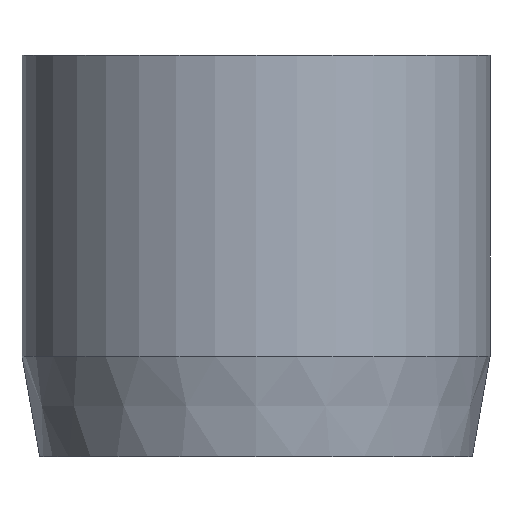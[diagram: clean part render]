
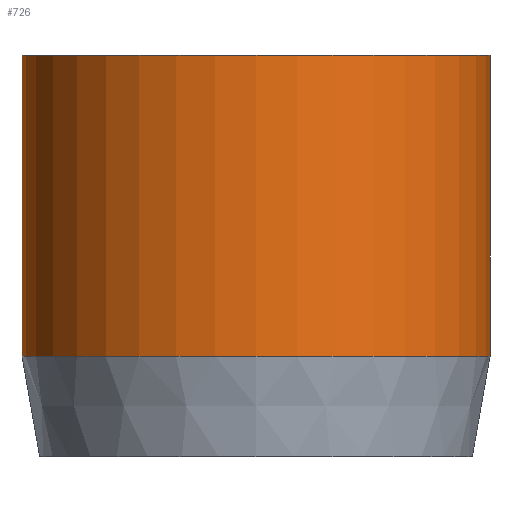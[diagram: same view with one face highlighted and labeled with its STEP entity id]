
A CAD part, front view. The second image highlights one B-rep face of the part: STEP entity #726.
In plain terms, the highlighted cylindrical face has radius 3.5 mm (diameter 7 mm), a partial arc.
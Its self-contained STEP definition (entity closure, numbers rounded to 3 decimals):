
#70 = VERTEX_POINT ( 'NONE', #144 ) ;
#108 = ORIENTED_EDGE ( 'NONE', *, *, #186, .F. ) ;
#144 = CARTESIAN_POINT ( 'NONE',  ( -3.5, 0., 1.5 ) ) ;
#186 = EDGE_CURVE ( 'NONE', #1099, #510, #371, .T. ) ;
#214 = ORIENTED_EDGE ( 'NONE', *, *, #716, .F. ) ;
#222 = DIRECTION ( 'NONE',  ( 0., 0., 1. ) ) ;
#228 = CIRCLE ( 'NONE', #662, 3.5 ) ;
#230 = ORIENTED_EDGE ( 'NONE', *, *, #283, .T. ) ;
#233 = CARTESIAN_POINT ( 'NONE',  ( -3.5, 0., 6. ) ) ;
#253 = FACE_OUTER_BOUND ( 'NONE', #1028, .T. ) ;
#283 = EDGE_CURVE ( 'NONE', #70, #510, #734, .T. ) ;
#291 = LINE ( 'NONE', #887, #439 ) ;
#359 = EDGE_CURVE ( 'NONE', #800, #70, #291, .T. ) ;
#371 = LINE ( 'NONE', #547, #812 ) ;
#399 = DIRECTION ( 'NONE',  ( 0., 0., -1. ) ) ;
#402 = DIRECTION ( 'NONE',  ( 0., 0., -1. ) ) ;
#439 = VECTOR ( 'NONE', #717, 1000. ) ;
#480 = CARTESIAN_POINT ( 'NONE',  ( 0., 0., 6. ) ) ;
#510 = VERTEX_POINT ( 'NONE', #1122 ) ;
#547 = CARTESIAN_POINT ( 'NONE',  ( 3.5, 0., 6. ) ) ;
#609 = AXIS2_PLACEMENT_3D ( 'NONE', #839, #830, #819 ) ;
#627 = CYLINDRICAL_SURFACE ( 'NONE', #958, 3.5 ) ;
#660 = DIRECTION ( 'NONE',  ( -1., 0., 0. ) ) ;
#662 = AXIS2_PLACEMENT_3D ( 'NONE', #749, #222, #842 ) ;
#711 = ORIENTED_EDGE ( 'NONE', *, *, #359, .T. ) ;
#716 = EDGE_CURVE ( 'NONE', #800, #1099, #228, .T. ) ;
#717 = DIRECTION ( 'NONE',  ( 0., 0., -1. ) ) ;
#726 = ADVANCED_FACE ( 'NONE', ( #253 ), #627, .T. ) ;
#734 = CIRCLE ( 'NONE', #609, 3.5 ) ;
#749 = CARTESIAN_POINT ( 'NONE',  ( 0., 0., 6. ) ) ;
#800 = VERTEX_POINT ( 'NONE', #233 ) ;
#812 = VECTOR ( 'NONE', #402, 1000. ) ;
#819 = DIRECTION ( 'NONE',  ( 1., 0., 0. ) ) ;
#830 = DIRECTION ( 'NONE',  ( 0., 0., 1. ) ) ;
#839 = CARTESIAN_POINT ( 'NONE',  ( 0., 0., 1.5 ) ) ;
#842 = DIRECTION ( 'NONE',  ( 1., 0., 0. ) ) ;
#887 = CARTESIAN_POINT ( 'NONE',  ( -3.5, 0., 6. ) ) ;
#957 = CARTESIAN_POINT ( 'NONE',  ( 3.5, 0., 6. ) ) ;
#958 = AXIS2_PLACEMENT_3D ( 'NONE', #480, #399, #660 ) ;
#1028 = EDGE_LOOP ( 'NONE', ( #108, #214, #711, #230 ) ) ;
#1099 = VERTEX_POINT ( 'NONE', #957 ) ;
#1122 = CARTESIAN_POINT ( 'NONE',  ( 3.5, 0., 1.5 ) ) ;
